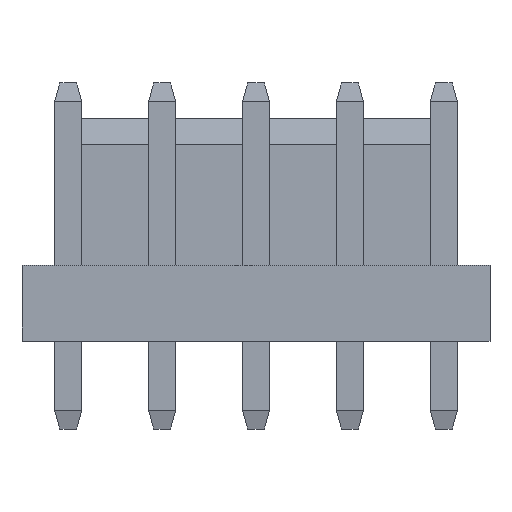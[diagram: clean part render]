
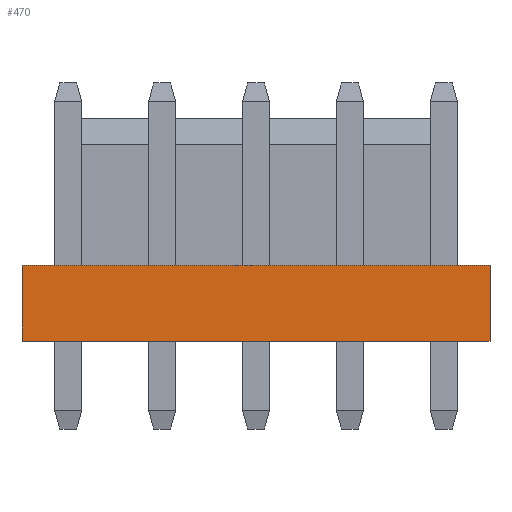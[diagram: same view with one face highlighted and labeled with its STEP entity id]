
A CAD part, top view. The second image highlights one B-rep face of the part: STEP entity #470.
In plain terms, the highlighted planar face has unit normal (0, 0, 1).
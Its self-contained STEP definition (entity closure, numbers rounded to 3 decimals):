
#4 = CARTESIAN_POINT ( 'NONE',  ( -1.95, 3.2, 4.8 ) ) ;
#120 = VECTOR ( 'NONE', #421, 1000. ) ;
#130 = LINE ( 'NONE', #279, #120 ) ;
#237 = VECTOR ( 'NONE', #891, 1000. ) ;
#279 = CARTESIAN_POINT ( 'NONE',  ( -1.95, 3.2, 4.8 ) ) ;
#346 = EDGE_CURVE ( 'NONE', #564, #396, #1663, .T. ) ;
#396 = VERTEX_POINT ( 'NONE', #529 ) ;
#402 = ORIENTED_EDGE ( 'NONE', *, *, #346, .T. ) ;
#421 = DIRECTION ( 'NONE',  ( 1., 0., 0. ) ) ;
#470 = ADVANCED_FACE ( 'NONE', ( #620 ), #1522, .T. ) ;
#488 = CARTESIAN_POINT ( 'NONE',  ( -1.95, 0., 4.8 ) ) ;
#524 = ORIENTED_EDGE ( 'NONE', *, *, #1561, .T. ) ;
#529 = CARTESIAN_POINT ( 'NONE',  ( 17.79, 0., 4.8 ) ) ;
#532 = DIRECTION ( 'NONE',  ( 0., 0., 1. ) ) ;
#564 = VERTEX_POINT ( 'NONE', #810 ) ;
#620 = FACE_OUTER_BOUND ( 'NONE', #1339, .T. ) ;
#653 = DIRECTION ( 'NONE',  ( 0., -1., 0. ) ) ;
#678 = CARTESIAN_POINT ( 'NONE',  ( 17.79, 3.2, 4.8 ) ) ;
#736 = LINE ( 'NONE', #1258, #1149 ) ;
#740 = EDGE_CURVE ( 'NONE', #1006, #396, #736, .T. ) ;
#782 = ORIENTED_EDGE ( 'NONE', *, *, #740, .F. ) ;
#810 = CARTESIAN_POINT ( 'NONE',  ( -1.95, 0., 4.8 ) ) ;
#876 = CARTESIAN_POINT ( 'NONE',  ( -1.95, 0., 4.8 ) ) ;
#891 = DIRECTION ( 'NONE',  ( 1., 0., 0. ) ) ;
#996 = EDGE_CURVE ( 'NONE', #1317, #1006, #130, .T. ) ;
#1006 = VERTEX_POINT ( 'NONE', #678 ) ;
#1087 = LINE ( 'NONE', #4, #1397 ) ;
#1144 = DIRECTION ( 'NONE',  ( 1., 0., 0. ) ) ;
#1149 = VECTOR ( 'NONE', #1519, 1000. ) ;
#1209 = AXIS2_PLACEMENT_3D ( 'NONE', #876, #532, #1144 ) ;
#1258 = CARTESIAN_POINT ( 'NONE',  ( 17.79, 3.2, 4.8 ) ) ;
#1317 = VERTEX_POINT ( 'NONE', #1662 ) ;
#1339 = EDGE_LOOP ( 'NONE', ( #782, #1646, #524, #402 ) ) ;
#1397 = VECTOR ( 'NONE', #653, 1000. ) ;
#1519 = DIRECTION ( 'NONE',  ( 0., -1., 0. ) ) ;
#1522 = PLANE ( 'NONE',  #1209 ) ;
#1561 = EDGE_CURVE ( 'NONE', #1317, #564, #1087, .T. ) ;
#1646 = ORIENTED_EDGE ( 'NONE', *, *, #996, .F. ) ;
#1662 = CARTESIAN_POINT ( 'NONE',  ( -1.95, 3.2, 4.8 ) ) ;
#1663 = LINE ( 'NONE', #488, #237 ) ;
